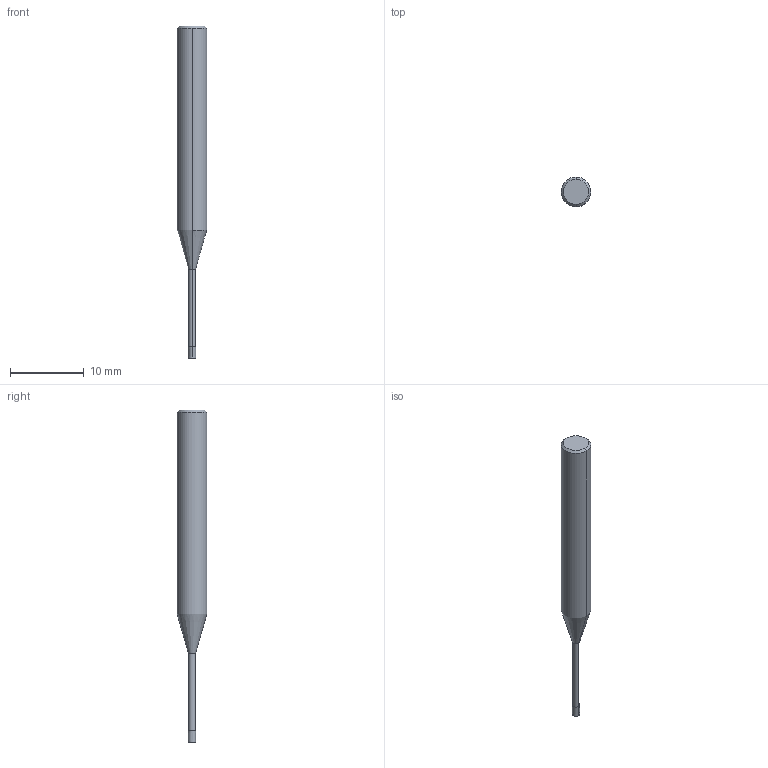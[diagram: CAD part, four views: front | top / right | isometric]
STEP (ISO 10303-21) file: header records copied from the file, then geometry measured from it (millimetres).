
FILE_DESCRIPTION(('no description'),'unknown implementation level');
FILE_NAME('HLS2010-120-Huellk.stp',' ',('CIMSOURCE GmbH'),('CADClick - KiM GmbH - www.kimweb.de'),'unknown preprocess','ACIS','unknown authorization');
FILE_SCHEMA(('automotive_design'));
Length unit declared in the file: millimetre
Products named in the file (2): 1; 2
Bounding box: 4 x 4 x 45 mm (x, y, z)
Volume: 384.8 mm3; surface area: 439.4 mm2
Topology: 2 solids, 2 shells, 15 faces, 26 edges, 16 vertices
Faces by surface type: cone 6, plane 5, cylinder 4
Entity records: 759 total; most frequent: DIRECTION 84, CARTESIAN_POINT 63, STYLED_ITEM 59, PRESENTATION_STYLE_ASSIGNMENT 59, COLOUR_RGB 59, ORIENTED_EDGE 52, AXIS2_PLACEMENT_3D 37, EDGE_CURVE 26
